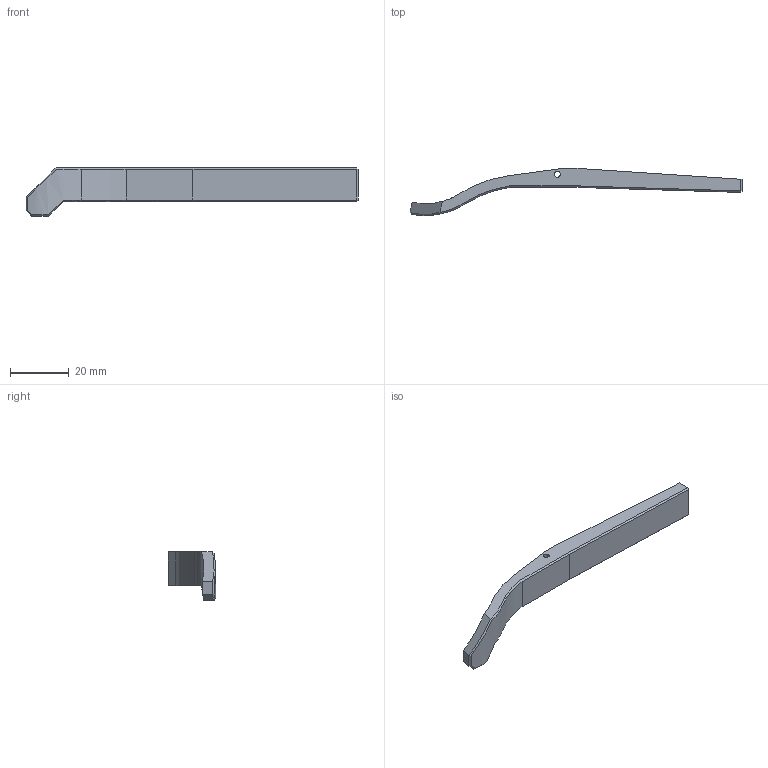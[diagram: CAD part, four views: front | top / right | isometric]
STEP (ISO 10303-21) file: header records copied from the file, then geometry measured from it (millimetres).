
FILE_DESCRIPTION( ( 'Unknown' ), '1' );
FILE_NAME( 'trigger.stp', 'Unknown', ( 'Unknown' ), ( 'Unknown' ), 'XStep 1.0', 'Unknown', ' ' );
FILE_SCHEMA( ( 'CONFIG_CONTROL_DESIGN' ) );
Length unit declared in the file: millimetre
Products named in the file (1): 1
Bounding box: 113.25 x 16.09 x 16.5 mm (x, y, z)
Volume: 6544.8 mm3; surface area: 3876.5 mm2
Topology: 1 solids, 1 shells, 36 faces, 87 edges, 53 vertices
Faces by surface type: plane 23, cylinder 5, cone 5, bspline 3
Full cylindrical faces by diameter (mm): 2.05 x1
Entity records: 1157 total; most frequent: CARTESIAN_POINT 300, ORIENTED_EDGE 172, DIRECTION 158, EDGE_CURVE 86, AXIS2_PLACEMENT_3D 54, VERTEX_POINT 53, LINE 50, VECTOR 50
